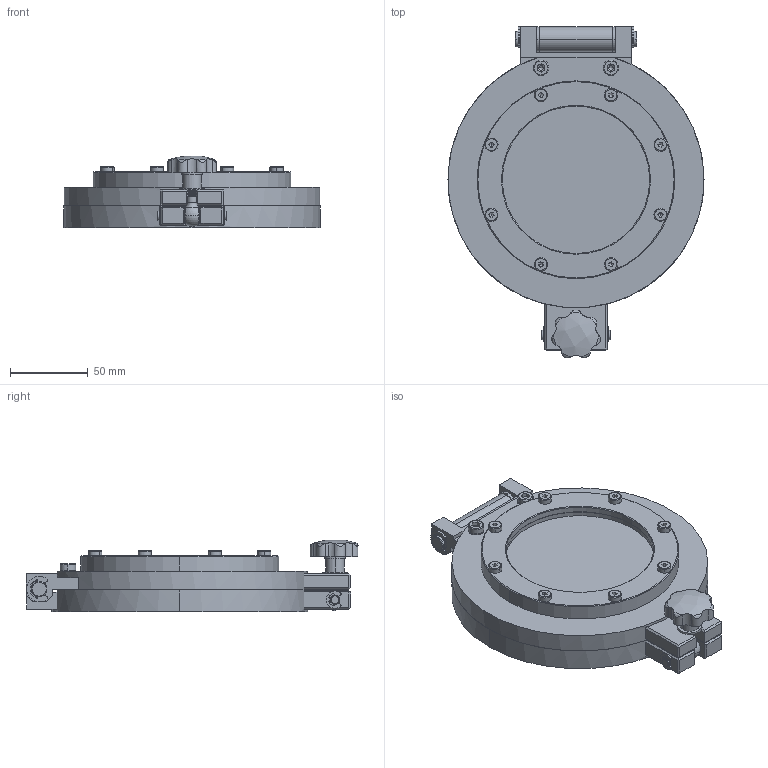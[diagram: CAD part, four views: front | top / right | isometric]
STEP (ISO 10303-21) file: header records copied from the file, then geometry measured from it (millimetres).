
FILE_DESCRIPTION (( 'STEP AP214' ), '1' );
FILE_NAME ('520KTU100-G.stp', '2017-05-29T06:32:43', ( '' ), ( '' ), 'SwSTEP 2.0', 'SolidWorks 2015', '' );
FILE_SCHEMA (( 'AUTOMOTIVE_DESIGN' ));
Length unit declared in the file: millimetre
Products named in the file (1): 520KTU100-G
Bounding box: 165 x 213.93 x 45.94 mm (x, y, z)
Volume: 501130.6 mm3; surface area: 157058 mm2
Topology: 26 solids, 26 shells, 897 faces, 2114 edges, 1291 vertices
Faces by surface type: plane 339, cylinder 322, cone 168, torus 58, bspline 8, sphere 2
Entity records: 36379 total; most frequent: CARTESIAN_POINT 5051, DIRECTION 4803, ORIENTED_EDGE 4142, EDGE_CURVE 2071, AXIS2_PLACEMENT_3D 1880, VERTEX_POINT 1288, LINE 1043, VECTOR 1043
